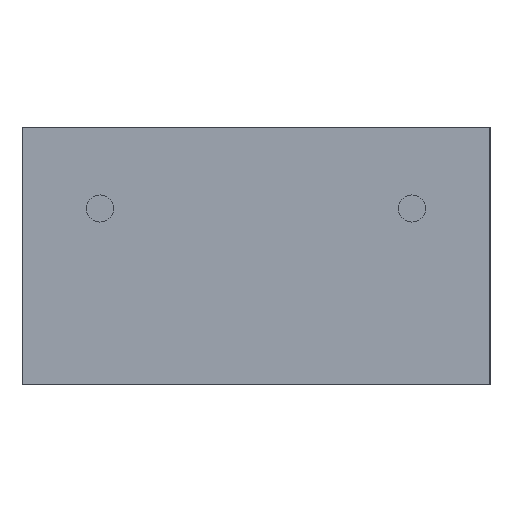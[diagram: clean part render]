
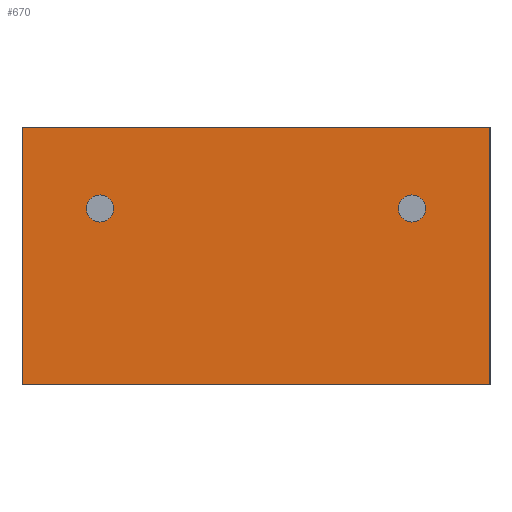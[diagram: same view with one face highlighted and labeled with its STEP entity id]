
A CAD part, left-side view. The second image highlights one B-rep face of the part: STEP entity #670.
In plain terms, the highlighted planar face has unit normal (-1, 0, 0).
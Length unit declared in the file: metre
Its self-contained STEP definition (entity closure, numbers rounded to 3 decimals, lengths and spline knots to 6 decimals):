
#20=CIRCLE('',#725,0.001);
#21=CIRCLE('',#726,0.001);
#76=ORIENTED_EDGE('',*,*,#249,.F.);
#77=ORIENTED_EDGE('',*,*,#250,.F.);
#78=ORIENTED_EDGE('',*,*,#247,.T.);
#79=ORIENTED_EDGE('',*,*,#251,.T.);
#80=ORIENTED_EDGE('',*,*,#252,.F.);
#81=ORIENTED_EDGE('',*,*,#253,.F.);
#247=EDGE_CURVE('',#333,#332,#399,.T.);
#249=EDGE_CURVE('',#334,#334,#20,.T.);
#250=EDGE_CURVE('',#335,#335,#21,.T.);
#251=EDGE_CURVE('',#332,#336,#401,.T.);
#252=EDGE_CURVE('',#337,#336,#402,.T.);
#253=EDGE_CURVE('',#333,#337,#403,.T.);
#332=VERTEX_POINT('',#1037);
#333=VERTEX_POINT('',#1039);
#334=VERTEX_POINT('',#1043);
#335=VERTEX_POINT('',#1045);
#336=VERTEX_POINT('',#1047);
#337=VERTEX_POINT('',#1049);
#399=LINE('',#1038,#471);
#401=LINE('',#1046,#473);
#402=LINE('',#1048,#474);
#403=LINE('',#1050,#475);
#471=VECTOR('',#823,1.);
#473=VECTOR('',#831,1.);
#474=VECTOR('',#832,1.);
#475=VECTOR('',#833,1.);
#515=EDGE_LOOP('',(#76));
#516=EDGE_LOOP('',(#77));
#517=EDGE_LOOP('',(#78,#79,#80,#81));
#577=FACE_BOUND('',#515,.T.);
#578=FACE_BOUND('',#516,.T.);
#579=FACE_BOUND('',#517,.T.);
#637=PLANE('',#724);
#670=ADVANCED_FACE('',(#577,#578,#579),#637,.F.);
#724=AXIS2_PLACEMENT_3D('',#1041,#825,#826);
#725=AXIS2_PLACEMENT_3D('',#1042,#827,#828);
#726=AXIS2_PLACEMENT_3D('',#1044,#829,#830);
#823=DIRECTION('',(0.,0.,-1.));
#825=DIRECTION('',(1.,0.,0.));
#826=DIRECTION('',(0.,0.,-1.));
#827=DIRECTION('',(-1.,0.,0.));
#828=DIRECTION('',(0.,0.,1.));
#829=DIRECTION('',(-1.,0.,0.));
#830=DIRECTION('',(0.,0.,1.));
#831=DIRECTION('',(0.,-1.,0.));
#832=DIRECTION('',(0.,0.,-1.));
#833=DIRECTION('',(0.,-1.,0.));
#1037=CARTESIAN_POINT('',(-0.03725,0.01725,-0.004));
#1038=CARTESIAN_POINT('',(-0.03725,0.01725,0.015));
#1039=CARTESIAN_POINT('',(-0.03725,0.01725,0.015));
#1041=CARTESIAN_POINT('',(-0.03725,0.,0.015));
#1042=CARTESIAN_POINT('',(-0.03725,-0.0115,0.009));
#1043=CARTESIAN_POINT('',(-0.03725,-0.0115,0.01));
#1044=CARTESIAN_POINT('',(-0.03725,0.0115,0.009));
#1045=CARTESIAN_POINT('',(-0.03725,0.0115,0.01));
#1046=CARTESIAN_POINT('',(-0.03725,0.,-0.004));
#1047=CARTESIAN_POINT('',(-0.03725,-0.01725,-0.004));
#1048=CARTESIAN_POINT('',(-0.03725,-0.01725,0.015));
#1049=CARTESIAN_POINT('',(-0.03725,-0.01725,0.015));
#1050=CARTESIAN_POINT('',(-0.03725,0.,0.015));
